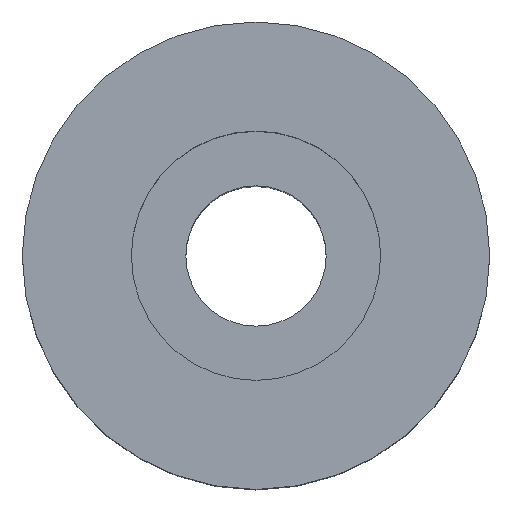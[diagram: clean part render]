
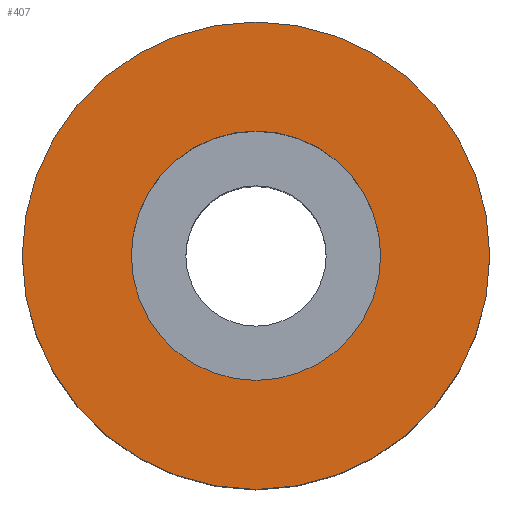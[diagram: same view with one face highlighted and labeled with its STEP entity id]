
A CAD part, top view. The second image highlights one B-rep face of the part: STEP entity #407.
In plain terms, the highlighted planar face has unit normal (0, 0, 1).
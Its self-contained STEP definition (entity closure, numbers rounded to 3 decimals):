
#4 = AXIS2_PLACEMENT_3D ( 'NONE', #370, #32, #272 ) ;
#26 = ORIENTED_EDGE ( 'NONE', *, *, #252, .F. ) ;
#30 = CIRCLE ( 'NONE', #232, 7.5 ) ;
#32 = DIRECTION ( 'NONE',  ( 0., 0., 1. ) ) ;
#34 = DIRECTION ( 'NONE',  ( 0., 0., 1. ) ) ;
#38 = CIRCLE ( 'NONE', #300, 4. ) ;
#45 = VERTEX_POINT ( 'NONE', #197 ) ;
#65 = CARTESIAN_POINT ( 'NONE',  ( 7.5, 0., 10. ) ) ;
#74 = DIRECTION ( 'NONE',  ( 0., 0., 1. ) ) ;
#93 = CARTESIAN_POINT ( 'NONE',  ( 4., 0., 10. ) ) ;
#101 = FACE_BOUND ( 'NONE', #111, .T. ) ;
#111 = EDGE_LOOP ( 'NONE', ( #257, #26 ) ) ;
#118 = CARTESIAN_POINT ( 'NONE',  ( 0., 0., 10. ) ) ;
#129 = CARTESIAN_POINT ( 'NONE',  ( 0., 0., 10. ) ) ;
#134 = DIRECTION ( 'NONE',  ( 0., 0., 1. ) ) ;
#148 = DIRECTION ( 'NONE',  ( 1., 0., 0. ) ) ;
#157 = DIRECTION ( 'NONE',  ( 0., 0., -1. ) ) ;
#159 = VERTEX_POINT ( 'NONE', #93 ) ;
#168 = CIRCLE ( 'NONE', #400, 7.5 ) ;
#175 = DIRECTION ( 'NONE',  ( 1., 0., 0. ) ) ;
#180 = CIRCLE ( 'NONE', #4, 4. ) ;
#190 = EDGE_CURVE ( 'NONE', #45, #260, #30, .T. ) ;
#193 = ORIENTED_EDGE ( 'NONE', *, *, #190, .T. ) ;
#197 = CARTESIAN_POINT ( 'NONE',  ( -7.5, 0., 10. ) ) ;
#226 = DIRECTION ( 'NONE',  ( -1., 0., 0. ) ) ;
#232 = AXIS2_PLACEMENT_3D ( 'NONE', #287, #74, #175 ) ;
#233 = AXIS2_PLACEMENT_3D ( 'NONE', #65, #157, #226 ) ;
#252 = EDGE_CURVE ( 'NONE', #342, #159, #38, .T. ) ;
#257 = ORIENTED_EDGE ( 'NONE', *, *, #326, .F. ) ;
#260 = VERTEX_POINT ( 'NONE', #406 ) ;
#271 = EDGE_LOOP ( 'NONE', ( #308, #193 ) ) ;
#272 = DIRECTION ( 'NONE',  ( 1., 0., 0. ) ) ;
#286 = FACE_OUTER_BOUND ( 'NONE', #271, .T. ) ;
#287 = CARTESIAN_POINT ( 'NONE',  ( 0., 0., 10. ) ) ;
#298 = DIRECTION ( 'NONE',  ( 1., 0., 0. ) ) ;
#300 = AXIS2_PLACEMENT_3D ( 'NONE', #129, #134, #298 ) ;
#301 = CARTESIAN_POINT ( 'NONE',  ( -4., 0., 10. ) ) ;
#303 = EDGE_CURVE ( 'NONE', #260, #45, #168, .T. ) ;
#308 = ORIENTED_EDGE ( 'NONE', *, *, #303, .T. ) ;
#326 = EDGE_CURVE ( 'NONE', #159, #342, #180, .T. ) ;
#339 = PLANE ( 'NONE',  #233 ) ;
#342 = VERTEX_POINT ( 'NONE', #301 ) ;
#370 = CARTESIAN_POINT ( 'NONE',  ( 0., 0., 10. ) ) ;
#400 = AXIS2_PLACEMENT_3D ( 'NONE', #118, #34, #148 ) ;
#406 = CARTESIAN_POINT ( 'NONE',  ( 7.5, 0., 10. ) ) ;
#407 = ADVANCED_FACE ( 'NONE', ( #101, #286 ), #339, .F. ) ;
